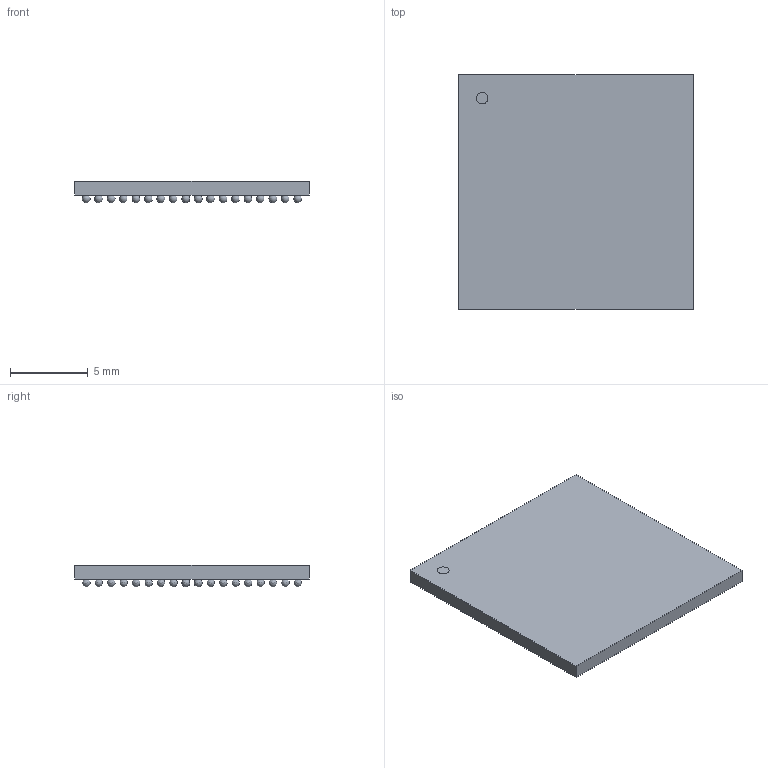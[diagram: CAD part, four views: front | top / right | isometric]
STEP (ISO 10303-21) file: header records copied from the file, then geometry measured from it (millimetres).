
FILE_DESCRIPTION(('STEP AP214'),'1');
FILE_NAME('ZCZ324','2025-01-29T07:34:03',(''),(''),'','','');
FILE_SCHEMA(('AUTOMOTIVE_DESIGN'));
Length unit declared in the file: millimetre
Products named in the file (1): product
Bounding box: 15.09 x 15.09 x 1.4 mm (x, y, z)
Volume: 224.8 mm3; surface area: 772.6 mm2
Topology: 326 solids, 326 shells, 333 faces, 987 edges, 658 vertices
Faces by surface type: sphere 324, plane 8, cylinder 1
Full cylindrical faces by diameter (mm): 0.754 x1
Entity records: 3289 total; most frequent: DIRECTION 686, CARTESIAN_POINT 347, AXIS2_PLACEMENT_3D 337, STYLED_ITEM 333, ADVANCED_FACE 333, MANIFOLD_SOLID_BREP 326, CLOSED_SHELL 326, SPHERICAL_SURFACE 324
